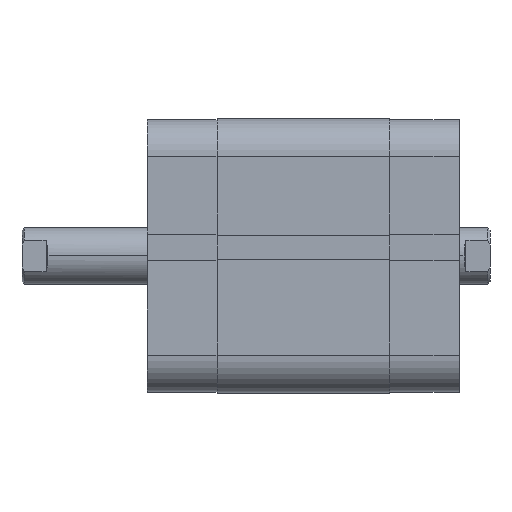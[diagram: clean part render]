
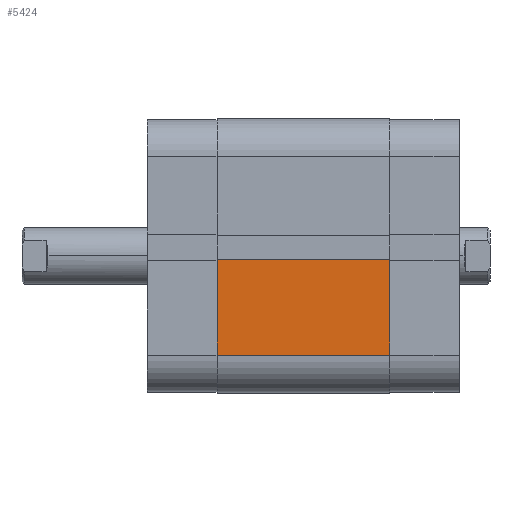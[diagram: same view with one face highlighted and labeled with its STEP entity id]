
A CAD part, top view. The second image highlights one B-rep face of the part: STEP entity #5424.
In plain terms, the highlighted face is planar.
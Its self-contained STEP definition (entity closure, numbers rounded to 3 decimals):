
#751 = ORIENTED_EDGE ( 'NONE', *, *, #1526, .F. ) ;
#753 = ORIENTED_EDGE ( 'NONE', *, *, #1530, .T. ) ;
#756 = ORIENTED_EDGE ( 'NONE', *, *, #1527, .F. ) ;
#757 = ORIENTED_EDGE ( 'NONE', *, *, #1534, .T. ) ;
#891 = LINE ( 'NONE', #5056, #892 ) ;
#892 = VECTOR ( 'NONE', #5057, 1000. ) ;
#893 = LINE ( 'NONE', #5058, #894 ) ;
#894 = VECTOR ( 'NONE', #5059, 1000. ) ;
#899 = LINE ( 'NONE', #5065, #900 ) ;
#900 = VECTOR ( 'NONE', #5066, 1000. ) ;
#903 = LINE ( 'NONE', #5064, #907 ) ;
#907 = VECTOR ( 'NONE', #5075, 1000. ) ;
#1526 = EDGE_CURVE ( 'NONE', #4662, #4687, #891, .T. ) ;
#1527 = EDGE_CURVE ( 'NONE', #4643, #4662, #893, .T. ) ;
#1530 = EDGE_CURVE ( 'NONE', #4678, #4687, #899, .T. ) ;
#1534 = EDGE_CURVE ( 'NONE', #4643, #4678, #903, .T. ) ;
#1988 = AXIS2_PLACEMENT_3D ( 'NONE', #4262, #4268, #4269 ) ;
#3270 = FACE_OUTER_BOUND ( 'NONE', #6824, .T. ) ;
#4259 = PLANE ( 'NONE',  #1988 ) ;
#4262 = CARTESIAN_POINT ( 'NONE',  ( 29., -63.941, 36.5 ) ) ;
#4268 = DIRECTION ( 'NONE',  ( 1., 0., 0. ) ) ;
#4269 = DIRECTION ( 'NONE',  ( 0., 1., 0. ) ) ;
#4643 = VERTEX_POINT ( 'NONE', #6519 ) ;
#4662 = VERTEX_POINT ( 'NONE', #6536 ) ;
#4678 = VERTEX_POINT ( 'NONE', #6552 ) ;
#4687 = VERTEX_POINT ( 'NONE', #6561 ) ;
#5056 = CARTESIAN_POINT ( 'NONE',  ( 29., -63.941, 0. ) ) ;
#5057 = DIRECTION ( 'NONE',  ( 0., -1., 0. ) ) ;
#5058 = CARTESIAN_POINT ( 'NONE',  ( 29., 21., 36.5 ) ) ;
#5059 = DIRECTION ( 'NONE',  ( 0., 0., -1. ) ) ;
#5064 = CARTESIAN_POINT ( 'NONE',  ( 29., -63.941, 36.5 ) ) ;
#5065 = CARTESIAN_POINT ( 'NONE',  ( 29., 0.85, 36.5 ) ) ;
#5066 = DIRECTION ( 'NONE',  ( 0., 0., -1. ) ) ;
#5075 = DIRECTION ( 'NONE',  ( 0., -1., 0. ) ) ;
#5424 = ADVANCED_FACE ( 'NONE', ( #3270 ), #4259, .T. ) ;
#6519 = CARTESIAN_POINT ( 'NONE',  ( 29., 21., 36.5 ) ) ;
#6536 = CARTESIAN_POINT ( 'NONE',  ( 29., 21., 0. ) ) ;
#6552 = CARTESIAN_POINT ( 'NONE',  ( 29., 0.85, 36.5 ) ) ;
#6561 = CARTESIAN_POINT ( 'NONE',  ( 29., 0.85, 0. ) ) ;
#6824 = EDGE_LOOP ( 'NONE', ( #751, #756, #757, #753 ) ) ;
